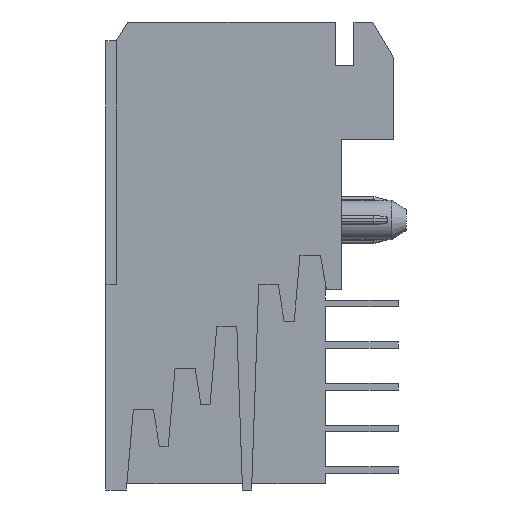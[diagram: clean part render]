
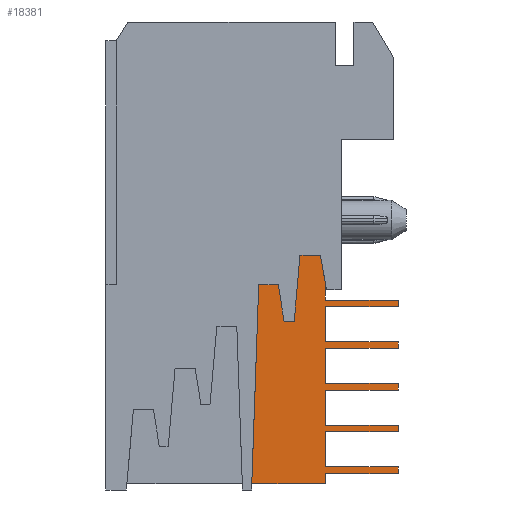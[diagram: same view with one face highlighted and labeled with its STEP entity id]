
A CAD part, left-side view. The second image highlights one B-rep face of the part: STEP entity #18381.
In plain terms, the highlighted planar face has unit normal (-1, 0, 0).
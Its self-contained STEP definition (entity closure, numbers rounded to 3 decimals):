
#642=DIRECTION('',(0.,0.035,-0.999));
#643=VECTOR('',#642,9.546);
#644=CARTESIAN_POINT('',(-11.178,-1.531,-12.6));
#645=LINE('',#644,#643);
#658=DIRECTION('',(0.,1.,0.));
#659=VECTOR('',#658,0.939);
#660=CARTESIAN_POINT('',(-11.178,-2.469,-12.6));
#661=LINE('',#660,#659);
#674=DIRECTION('',(0.,0.156,0.988));
#675=VECTOR('',#674,1.772);
#676=CARTESIAN_POINT('',(-11.178,-2.747,-14.35));
#677=LINE('',#676,#675);
#690=DIRECTION('',(0.,1.,0.));
#691=VECTOR('',#690,0.486);
#692=CARTESIAN_POINT('',(-11.178,-3.233,-14.35));
#693=LINE('',#692,#691);
#706=DIRECTION('',(0.,0.087,-0.996));
#707=VECTOR('',#706,3.162);
#708=CARTESIAN_POINT('',(-11.178,-3.508,-11.2));
#709=LINE('',#708,#707);
#722=DIRECTION('',(0.,1.,0.));
#723=VECTOR('',#722,0.983);
#724=CARTESIAN_POINT('',(-11.178,-4.492,-11.2));
#725=LINE('',#724,#723);
#738=DIRECTION('',(0.,0.174,0.985));
#739=VECTOR('',#738,1.372);
#740=CARTESIAN_POINT('',(-11.178,-4.73,-12.551));
#741=LINE('',#740,#739);
#3274=DIRECTION('',(0.,-1.,0.));
#3275=VECTOR('',#3274,3.5);
#3276=CARTESIAN_POINT('',(-11.178,-4.73,-13.66));
#3277=LINE('',#3276,#3275);
#3282=DIRECTION('',(0.,0.,-1.));
#3283=VECTOR('',#3282,1.68);
#3284=CARTESIAN_POINT('',(-11.178,-4.73,-13.66));
#3285=LINE('',#3284,#3283);
#3286=DIRECTION('',(0.,-1.,0.));
#3287=VECTOR('',#3286,3.5);
#3288=CARTESIAN_POINT('',(-11.178,-4.73,-15.34));
#3289=LINE('',#3288,#3287);
#3290=DIRECTION('',(0.,0.,-1.));
#3291=VECTOR('',#3290,1.68);
#3292=CARTESIAN_POINT('',(-11.178,-4.73,-15.66));
#3293=LINE('',#3292,#3291);
#3294=DIRECTION('',(0.,-1.,0.));
#3295=VECTOR('',#3294,3.5);
#3296=CARTESIAN_POINT('',(-11.178,-4.73,-17.34));
#3297=LINE('',#3296,#3295);
#3298=DIRECTION('',(0.,0.,-1.));
#3299=VECTOR('',#3298,1.68);
#3300=CARTESIAN_POINT('',(-11.178,-4.73,-17.66));
#3301=LINE('',#3300,#3299);
#3302=DIRECTION('',(0.,-1.,0.));
#3303=VECTOR('',#3302,3.5);
#3304=CARTESIAN_POINT('',(-11.178,-4.73,-19.34));
#3305=LINE('',#3304,#3303);
#3306=DIRECTION('',(0.,0.,-1.));
#3307=VECTOR('',#3306,1.68);
#3308=CARTESIAN_POINT('',(-11.178,-4.73,-19.66));
#3309=LINE('',#3308,#3307);
#3310=DIRECTION('',(0.,-1.,0.));
#3311=VECTOR('',#3310,3.5);
#3312=CARTESIAN_POINT('',(-11.178,-4.73,-21.34));
#3313=LINE('',#3312,#3311);
#3314=DIRECTION('',(0.,0.,-1.));
#3315=VECTOR('',#3314,0.48);
#3316=CARTESIAN_POINT('',(-11.178,-4.73,-21.66));
#3317=LINE('',#3316,#3315);
#3318=DIRECTION('',(0.,1.,0.));
#3319=VECTOR('',#3318,3.533);
#3320=CARTESIAN_POINT('',(-11.178,-4.73,-22.14));
#3321=LINE('',#3320,#3319);
#3322=DIRECTION('',(0.,0.,-1.));
#3323=VECTOR('',#3322,0.789);
#3324=CARTESIAN_POINT('',(-11.178,-4.73,-12.551));
#3325=LINE('',#3324,#3323);
#3326=DIRECTION('',(0.,-1.,0.));
#3327=VECTOR('',#3326,3.5);
#3328=CARTESIAN_POINT('',(-11.178,-4.73,-13.34));
#3329=LINE('',#3328,#3327);
#3482=DIRECTION('',(0.,-1.,0.));
#3483=VECTOR('',#3482,3.5);
#3484=CARTESIAN_POINT('',(-11.178,-4.73,-15.66));
#3485=LINE('',#3484,#3483);
#3498=DIRECTION('',(0.,0.,-1.));
#3499=VECTOR('',#3498,0.32);
#3500=CARTESIAN_POINT('',(-11.178,-8.23,-13.34));
#3501=LINE('',#3500,#3499);
#3514=DIRECTION('',(0.,0.,-1.));
#3515=VECTOR('',#3514,0.32);
#3516=CARTESIAN_POINT('',(-11.178,-8.23,-15.34));
#3517=LINE('',#3516,#3515);
#3530=DIRECTION('',(0.,0.,-1.));
#3531=VECTOR('',#3530,0.32);
#3532=CARTESIAN_POINT('',(-11.178,-8.23,-17.34));
#3533=LINE('',#3532,#3531);
#3546=DIRECTION('',(0.,0.,-1.));
#3547=VECTOR('',#3546,0.32);
#3548=CARTESIAN_POINT('',(-11.178,-8.23,-19.34));
#3549=LINE('',#3548,#3547);
#3562=DIRECTION('',(0.,0.,-1.));
#3563=VECTOR('',#3562,0.32);
#3564=CARTESIAN_POINT('',(-11.178,-8.23,-21.34));
#3565=LINE('',#3564,#3563);
#3574=DIRECTION('',(0.,-1.,0.));
#3575=VECTOR('',#3574,3.5);
#3576=CARTESIAN_POINT('',(-11.178,-4.73,-17.66));
#3577=LINE('',#3576,#3575);
#3586=DIRECTION('',(0.,-1.,0.));
#3587=VECTOR('',#3586,3.5);
#3588=CARTESIAN_POINT('',(-11.178,-4.73,-19.66));
#3589=LINE('',#3588,#3587);
#3598=DIRECTION('',(0.,-1.,0.));
#3599=VECTOR('',#3598,3.5);
#3600=CARTESIAN_POINT('',(-11.178,-4.73,-21.66));
#3601=LINE('',#3600,#3599);
#10618=CARTESIAN_POINT('',(-11.178,-4.73,-22.14));
#10620=VERTEX_POINT('',#10618);
#10625=CARTESIAN_POINT('',(-11.178,-4.73,-12.551));
#10626=CARTESIAN_POINT('',(-11.178,-4.492,-11.2));
#10627=VERTEX_POINT('',#10625);
#10628=VERTEX_POINT('',#10626);
#10631=CARTESIAN_POINT('',(-11.178,-3.508,-11.2));
#10632=VERTEX_POINT('',#10631);
#10635=CARTESIAN_POINT('',(-11.178,-3.233,-14.35));
#10636=VERTEX_POINT('',#10635);
#10639=CARTESIAN_POINT('',(-11.178,-2.747,-14.35));
#10640=VERTEX_POINT('',#10639);
#10643=CARTESIAN_POINT('',(-11.178,-2.469,-12.6));
#10644=VERTEX_POINT('',#10643);
#10647=CARTESIAN_POINT('',(-11.178,-1.531,-12.6));
#10648=VERTEX_POINT('',#10647);
#10651=CARTESIAN_POINT('',(-11.178,-1.197,-22.14));
#10652=VERTEX_POINT('',#10651);
#11590=CARTESIAN_POINT('',(-11.178,-8.23,-13.34));
#11592=VERTEX_POINT('',#11590);
#11593=CARTESIAN_POINT('',(-11.178,-8.23,-13.66));
#11594=VERTEX_POINT('',#11593);
#11598=CARTESIAN_POINT('',(-11.178,-8.23,-15.34));
#11600=VERTEX_POINT('',#11598);
#11601=CARTESIAN_POINT('',(-11.178,-8.23,-15.66));
#11602=VERTEX_POINT('',#11601);
#11606=CARTESIAN_POINT('',(-11.178,-8.23,-17.34));
#11608=VERTEX_POINT('',#11606);
#11609=CARTESIAN_POINT('',(-11.178,-8.23,-17.66));
#11610=VERTEX_POINT('',#11609);
#11614=CARTESIAN_POINT('',(-11.178,-8.23,-19.34));
#11616=VERTEX_POINT('',#11614);
#11617=CARTESIAN_POINT('',(-11.178,-8.23,-19.66));
#11618=VERTEX_POINT('',#11617);
#11622=CARTESIAN_POINT('',(-11.178,-8.23,-21.34));
#11624=VERTEX_POINT('',#11622);
#11625=CARTESIAN_POINT('',(-11.178,-8.23,-21.66));
#11626=VERTEX_POINT('',#11625);
#11630=CARTESIAN_POINT('',(-11.178,-4.73,-13.34));
#11632=VERTEX_POINT('',#11630);
#11633=CARTESIAN_POINT('',(-11.178,-4.73,-13.66));
#11635=VERTEX_POINT('',#11633);
#11638=CARTESIAN_POINT('',(-11.178,-4.73,-15.34));
#11640=VERTEX_POINT('',#11638);
#11641=CARTESIAN_POINT('',(-11.178,-4.73,-15.66));
#11643=VERTEX_POINT('',#11641);
#11646=CARTESIAN_POINT('',(-11.178,-4.73,-17.34));
#11648=VERTEX_POINT('',#11646);
#11649=CARTESIAN_POINT('',(-11.178,-4.73,-17.66));
#11651=VERTEX_POINT('',#11649);
#11654=CARTESIAN_POINT('',(-11.178,-4.73,-19.34));
#11656=VERTEX_POINT('',#11654);
#11657=CARTESIAN_POINT('',(-11.178,-4.73,-19.66));
#11659=VERTEX_POINT('',#11657);
#11662=CARTESIAN_POINT('',(-11.178,-4.73,-21.34));
#11664=VERTEX_POINT('',#11662);
#11665=CARTESIAN_POINT('',(-11.178,-4.73,-21.66));
#11667=VERTEX_POINT('',#11665);
#18332=CARTESIAN_POINT('',(-11.178,0.,0.));
#18333=DIRECTION('',(-1.,0.,0.));
#18334=DIRECTION('',(0.,1.,0.));
#18335=AXIS2_PLACEMENT_3D('',#18332,#18333,#18334);
#18336=PLANE('',#18335);
#18337=ORIENTED_EDGE('',*,*,#14351,.T.);
#18339=ORIENTED_EDGE('',*,*,#18338,.T.);
#18341=ORIENTED_EDGE('',*,*,#18340,.T.);
#18343=ORIENTED_EDGE('',*,*,#18342,.F.);
#18344=ORIENTED_EDGE('',*,*,#14343,.T.);
#18346=ORIENTED_EDGE('',*,*,#18345,.T.);
#18348=ORIENTED_EDGE('',*,*,#18347,.T.);
#18350=ORIENTED_EDGE('',*,*,#18349,.F.);
#18351=ORIENTED_EDGE('',*,*,#14335,.T.);
#18353=ORIENTED_EDGE('',*,*,#18352,.T.);
#18355=ORIENTED_EDGE('',*,*,#18354,.T.);
#18357=ORIENTED_EDGE('',*,*,#18356,.F.);
#18358=ORIENTED_EDGE('',*,*,#14327,.T.);
#18360=ORIENTED_EDGE('',*,*,#18359,.T.);
#18362=ORIENTED_EDGE('',*,*,#18361,.T.);
#18364=ORIENTED_EDGE('',*,*,#18363,.F.);
#18365=ORIENTED_EDGE('',*,*,#14319,.T.);
#18366=ORIENTED_EDGE('',*,*,#14077,.T.);
#18367=ORIENTED_EDGE('',*,*,#14112,.F.);
#18368=ORIENTED_EDGE('',*,*,#14136,.F.);
#18369=ORIENTED_EDGE('',*,*,#14163,.F.);
#18370=ORIENTED_EDGE('',*,*,#14190,.F.);
#18371=ORIENTED_EDGE('',*,*,#14217,.F.);
#18372=ORIENTED_EDGE('',*,*,#14244,.F.);
#18373=ORIENTED_EDGE('',*,*,#14261,.F.);
#18374=ORIENTED_EDGE('',*,*,#14279,.T.);
#18375=ORIENTED_EDGE('',*,*,#18270,.T.);
#18377=ORIENTED_EDGE('',*,*,#18376,.T.);
#18378=ORIENTED_EDGE('',*,*,#18295,.F.);
#18379=EDGE_LOOP('',(#18337,#18339,#18341,#18343,#18344,#18346,#18348,#18350,
#18351,#18353,#18355,#18357,#18358,#18360,#18362,#18364,#18365,#18366,#18367,
#18368,#18369,#18370,#18371,#18372,#18373,#18374,#18375,#18377,#18378));
#18380=FACE_OUTER_BOUND('',#18379,.F.);
#14077=EDGE_CURVE('',#10620,#10652,#3321,.T.);
#14112=EDGE_CURVE('',#10648,#10652,#645,.T.);
#14136=EDGE_CURVE('',#10644,#10648,#661,.T.);
#14163=EDGE_CURVE('',#10640,#10644,#677,.T.);
#14190=EDGE_CURVE('',#10636,#10640,#693,.T.);
#14217=EDGE_CURVE('',#10632,#10636,#709,.T.);
#14244=EDGE_CURVE('',#10628,#10632,#725,.T.);
#14261=EDGE_CURVE('',#10627,#10628,#741,.T.);
#14279=EDGE_CURVE('',#10627,#11632,#3325,.T.);
#14319=EDGE_CURVE('',#11667,#10620,#3317,.T.);
#14327=EDGE_CURVE('',#11659,#11664,#3309,.T.);
#14335=EDGE_CURVE('',#11651,#11656,#3301,.T.);
#14343=EDGE_CURVE('',#11643,#11648,#3293,.T.);
#14351=EDGE_CURVE('',#11635,#11640,#3285,.T.);
#18270=EDGE_CURVE('',#11632,#11592,#3329,.T.);
#18295=EDGE_CURVE('',#11635,#11594,#3277,.T.);
#18338=EDGE_CURVE('',#11640,#11600,#3289,.T.);
#18340=EDGE_CURVE('',#11600,#11602,#3517,.T.);
#18342=EDGE_CURVE('',#11643,#11602,#3485,.T.);
#18345=EDGE_CURVE('',#11648,#11608,#3297,.T.);
#18347=EDGE_CURVE('',#11608,#11610,#3533,.T.);
#18349=EDGE_CURVE('',#11651,#11610,#3577,.T.);
#18352=EDGE_CURVE('',#11656,#11616,#3305,.T.);
#18354=EDGE_CURVE('',#11616,#11618,#3549,.T.);
#18356=EDGE_CURVE('',#11659,#11618,#3589,.T.);
#18359=EDGE_CURVE('',#11664,#11624,#3313,.T.);
#18361=EDGE_CURVE('',#11624,#11626,#3565,.T.);
#18363=EDGE_CURVE('',#11667,#11626,#3601,.T.);
#18376=EDGE_CURVE('',#11592,#11594,#3501,.T.);
#18381=ADVANCED_FACE('',(#18380),#18336,.T.);
